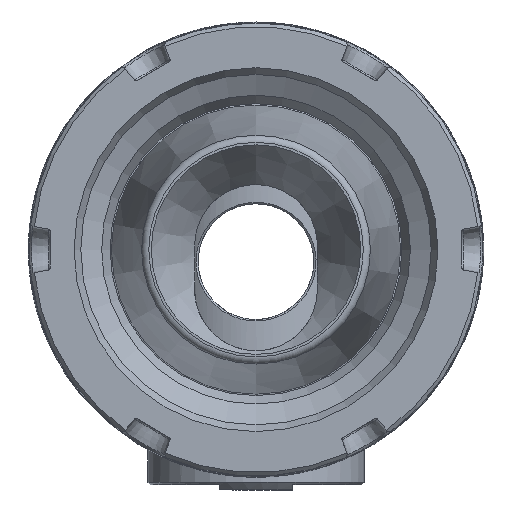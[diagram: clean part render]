
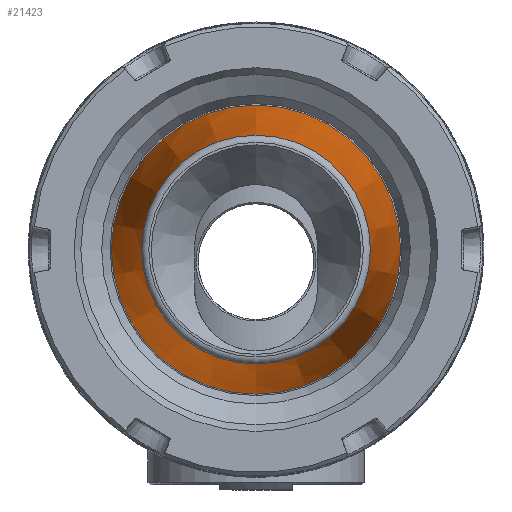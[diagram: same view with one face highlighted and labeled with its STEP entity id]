
A CAD part, left-side view. The second image highlights one B-rep face of the part: STEP entity #21423.
In plain terms, the highlighted conical face has half-angle 8 degrees and reference radius 20 mm.
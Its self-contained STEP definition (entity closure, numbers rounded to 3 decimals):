
#408 = AXIS2_PLACEMENT_3D ( 'NONE', #14570, #2508, #27819 ) ;
#733 = DIRECTION ( 'NONE',  ( 1., 0., 0. ) ) ;
#1302 = ORIENTED_EDGE ( 'NONE', *, *, #2188, .T. ) ;
#1515 = FACE_OUTER_BOUND ( 'NONE', #5573, .T. ) ;
#1730 = AXIS2_PLACEMENT_3D ( 'NONE', #26599, #733, #19894 ) ;
#2188 = EDGE_CURVE ( 'NONE', #17669, #17669, #11916, .T. ) ;
#2508 = DIRECTION ( 'NONE',  ( -1., 0., 0. ) ) ;
#5158 = DIRECTION ( 'NONE',  ( -1., 0., 0. ) ) ;
#5573 = EDGE_LOOP ( 'NONE', ( #1302 ) ) ;
#7730 = CARTESIAN_POINT ( 'NONE',  ( -41.639, 0., 15.834 ) ) ;
#11151 = ORIENTED_EDGE ( 'NONE', *, *, #29288, .F. ) ;
#11916 = CIRCLE ( 'NONE', #15183, 20. ) ;
#13315 = FACE_BOUND ( 'NONE', #18283, .T. ) ;
#14570 = CARTESIAN_POINT ( 'NONE',  ( -41.639, 0., 0. ) ) ;
#15183 = AXIS2_PLACEMENT_3D ( 'NONE', #19372, #5158, #26286 ) ;
#17230 = VERTEX_POINT ( 'NONE', #7730 ) ;
#17669 = VERTEX_POINT ( 'NONE', #20617 ) ;
#18283 = EDGE_LOOP ( 'NONE', ( #11151 ) ) ;
#19372 = CARTESIAN_POINT ( 'NONE',  ( -12., 0., 0. ) ) ;
#19894 = DIRECTION ( 'NONE',  ( 0., 0., -1. ) ) ;
#20617 = CARTESIAN_POINT ( 'NONE',  ( -12., 0., 20. ) ) ;
#21423 = ADVANCED_FACE ( 'NONE', ( #13315, #1515 ), #25844, .T. ) ;
#24598 = CIRCLE ( 'NONE', #408, 15.834 ) ;
#25844 = CONICAL_SURFACE ( 'NONE', #1730, 20., 0.14 ) ;
#26286 = DIRECTION ( 'NONE',  ( 0., 0., 1. ) ) ;
#26599 = CARTESIAN_POINT ( 'NONE',  ( -12., 0., 0. ) ) ;
#27819 = DIRECTION ( 'NONE',  ( 0., 0., 1. ) ) ;
#29288 = EDGE_CURVE ( 'NONE', #17230, #17230, #24598, .T. ) ;
